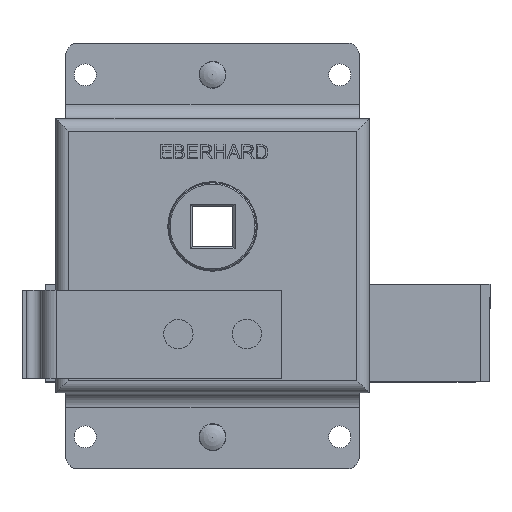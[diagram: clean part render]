
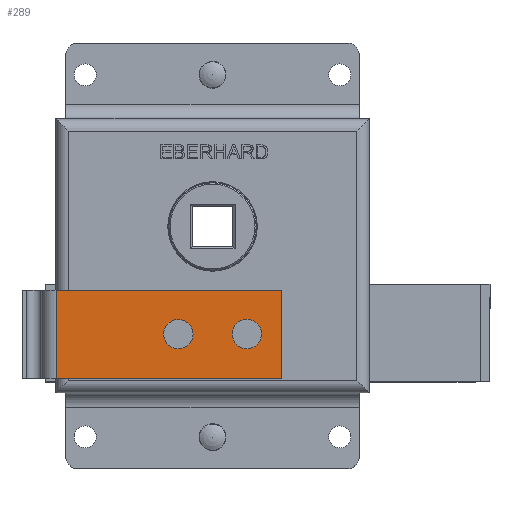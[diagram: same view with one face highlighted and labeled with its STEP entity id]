
A CAD part, top view. The second image highlights one B-rep face of the part: STEP entity #289.
In plain terms, the highlighted planar face has unit normal (0, 0, 1).
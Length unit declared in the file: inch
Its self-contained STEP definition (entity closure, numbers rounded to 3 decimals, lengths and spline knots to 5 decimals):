
#130=CARTESIAN_POINT('',(0.876,-1.937,1.2366));
#131=VERTEX_POINT('',#130);
#138=CARTESIAN_POINT('',(-1.999,-1.937,1.2366));
#139=VERTEX_POINT('',#138);
#140=CARTESIAN_POINT('',(-1.999,-1.937,1.2366));
#141=DIRECTION('',(1.0,0.0,0.0));
#142=VECTOR('',#141,2.875);
#143=LINE('',#140,#142);
#144=EDGE_CURVE('',#139,#131,#143,.T.);
#237=CARTESIAN_POINT('',(-1.999,-1.3745,1.2366));
#238=DIRECTION('',(0.0,0.0,1.0));
#239=DIRECTION('',(0.0,-1.0,0.0));
#240=AXIS2_PLACEMENT_3D('',#237,#238,#239);
#241=PLANE('',#240);
#242=ORIENTED_EDGE('',*,*,#144,.T.);
#243=CARTESIAN_POINT('',(0.876,-0.812,1.2366));
#244=VERTEX_POINT('',#243);
#245=CARTESIAN_POINT('',(0.876,-1.937,1.2366));
#246=DIRECTION('',(0.0,1.0,0.0));
#247=VECTOR('',#246,1.125);
#248=LINE('',#245,#247);
#249=EDGE_CURVE('',#131,#244,#248,.T.);
#250=ORIENTED_EDGE('',*,*,#249,.T.);
#251=CARTESIAN_POINT('',(-1.999,-0.812,1.2366));
#252=VERTEX_POINT('',#251);
#253=CARTESIAN_POINT('',(0.876,-0.812,1.2366));
#254=DIRECTION('',(-1.0,0.0,0.0));
#255=VECTOR('',#254,2.875);
#256=LINE('',#253,#255);
#257=EDGE_CURVE('',#244,#252,#256,.T.);
#258=ORIENTED_EDGE('',*,*,#257,.T.);
#259=CARTESIAN_POINT('',(-1.999,-0.812,1.2366));
#260=DIRECTION('',(0.0,-1.0,0.0));
#261=VECTOR('',#260,1.125);
#262=LINE('',#259,#261);
#263=EDGE_CURVE('',#252,#139,#262,.T.);
#264=ORIENTED_EDGE('',*,*,#263,.T.);
#265=EDGE_LOOP('',(#242,#250,#258,#264));
#266=FACE_OUTER_BOUND('',#265,.T.);
#267=CARTESIAN_POINT('',(0.48522,-1.55596,1.2366));
#268=VERTEX_POINT('',#267);
#269=CARTESIAN_POINT('',(0.438,-1.3745,1.2366));
#270=DIRECTION('',(0.,0.,-1.0));
#271=DIRECTION('',(-0.252,0.968,0.));
#272=AXIS2_PLACEMENT_3D('',#269,#270,#271);
#273=CIRCLE('',#272,0.1875);
#274=EDGE_CURVE('',#268,#268,#273,.T.);
#275=ORIENTED_EDGE('',*,*,#274,.T.);
#276=EDGE_LOOP('',(#275));
#277=FACE_BOUND('',#276,.T.);
#278=CARTESIAN_POINT('',(-0.40216,-1.19026,1.2366));
#279=VERTEX_POINT('',#278);
#280=CARTESIAN_POINT('',(-0.437,-1.3745,1.2366));
#281=DIRECTION('',(0.,0.,-1.0));
#282=DIRECTION('',(-0.186,-0.983,0.));
#283=AXIS2_PLACEMENT_3D('',#280,#281,#282);
#284=CIRCLE('',#283,0.1875);
#285=EDGE_CURVE('',#279,#279,#284,.T.);
#286=ORIENTED_EDGE('',*,*,#285,.T.);
#287=EDGE_LOOP('',(#286));
#288=FACE_BOUND('',#287,.T.);
#289=ADVANCED_FACE('',(#266,#277,#288),#241,.T.);
